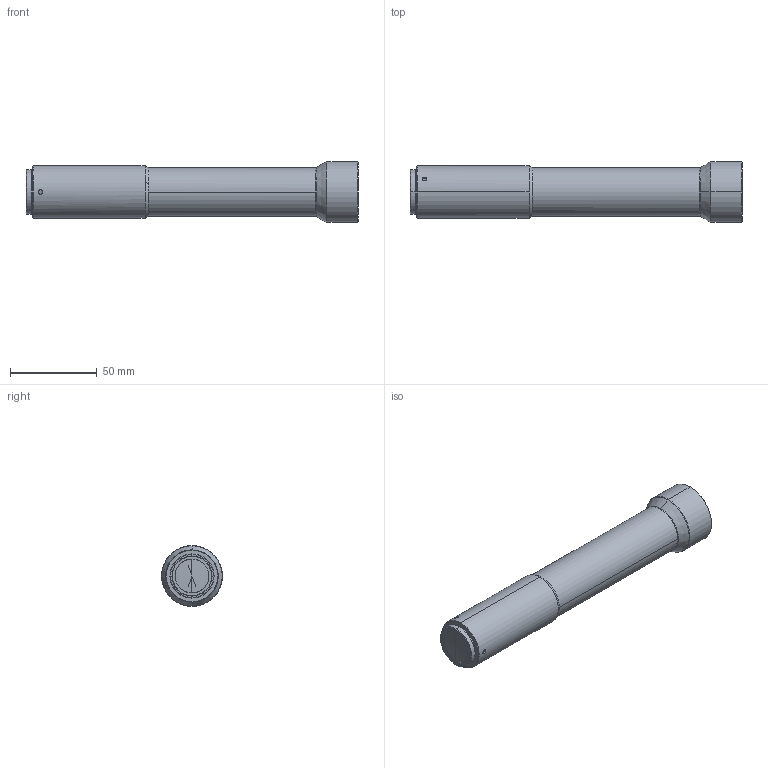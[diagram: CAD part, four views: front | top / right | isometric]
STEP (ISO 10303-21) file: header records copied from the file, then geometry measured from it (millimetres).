
FILE_DESCRIPTION (( 'STEP AP203' ), '1' );
FILE_NAME ('WWK40-100-111.STEP', '2019-12-13T06:36:20', ( '' ), ( '' ), 'SwSTEP 2.0', 'SolidWorks 2017', '' );
FILE_SCHEMA (( 'CONFIG_CONTROL_DESIGN' ));
Length unit declared in the file: millimetre
Products named in the file (1): WWK40-100-111
Bounding box: 190.86 x 35 x 35 mm (x, y, z)
Volume: 129932.3 mm3; surface area: 19563.1 mm2
Topology: 1 solids, 1 shells, 50 faces, 112 edges, 68 vertices
Faces by surface type: cylinder 22, cone 19, plane 5, bspline 4
Entity records: 1675 total; most frequent: CARTESIAN_POINT 507, DIRECTION 240, ORIENTED_EDGE 216, EDGE_CURVE 108, AXIS2_PLACEMENT_3D 101, VERTEX_POINT 68, EDGE_LOOP 58, CIRCLE 54
